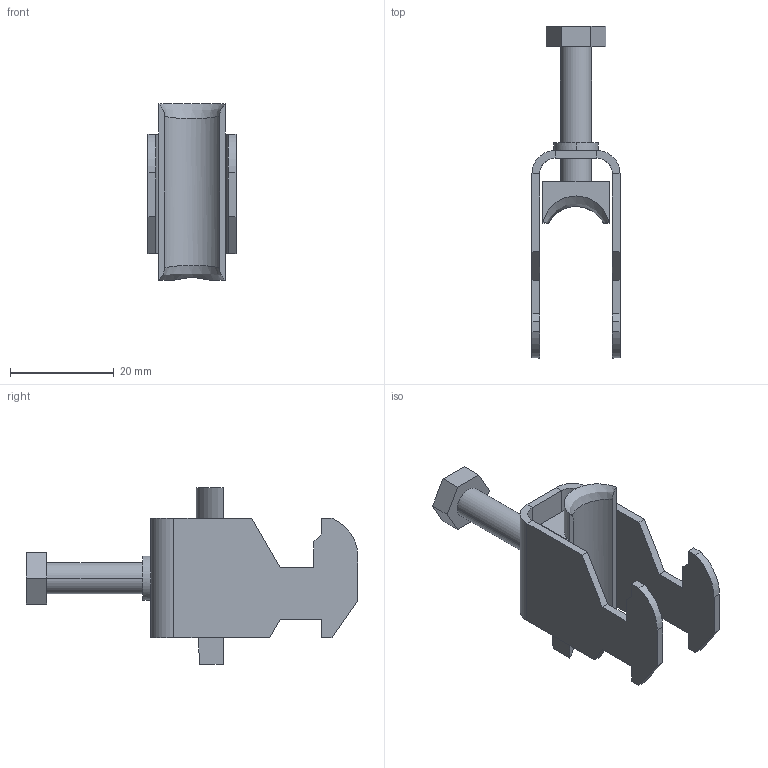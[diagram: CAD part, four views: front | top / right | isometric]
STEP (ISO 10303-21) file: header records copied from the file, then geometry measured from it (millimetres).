
FILE_DESCRIPTION (( 'STEP AP214' ), '1' );
FILE_NAME ('1159518.STEP', '2018-08-22T11:50:12', ( '' ), ( '' ), 'SwSTEP 2.0', 'SolidWorks 2016', '' );
FILE_SCHEMA (( 'AUTOMOTIVE_DESIGN' ));
Length unit declared in the file: millimetre
Products named in the file (5): EB101-02-02_Standard; EB101-00-04_Standard; EB108-00-03_M6 x 26; EB101-02-01_Standard; 1159518
Assembly tree (4 placements, depth 2):
  1159518
    EB101-02-01_Standard
    EB108-00-03_M6 x 26
    EB101-00-04_Standard
    EB101-02-02_Standard
Bounding box: 17 x 64 x 34 mm (x, y, z)
Volume: 5219.5 mm3; surface area: 7213.7 mm2
Topology: 4 solids, 4 shells, 159 faces, 401 edges, 254 vertices
Faces by surface type: plane 127, cylinder 24, torus 4, cone 2, bspline 2
Entity records: 5150 total; most frequent: CARTESIAN_POINT 1146, ORIENTED_EDGE 802, DIRECTION 770, EDGE_CURVE 401, LINE 322, VECTOR 322, VERTEX_POINT 254, AXIS2_PLACEMENT_3D 224
